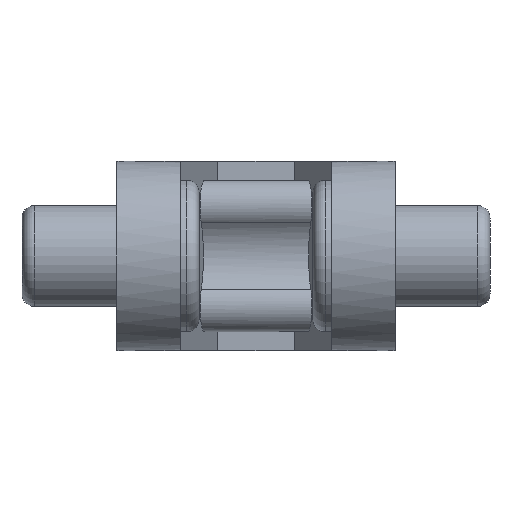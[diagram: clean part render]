
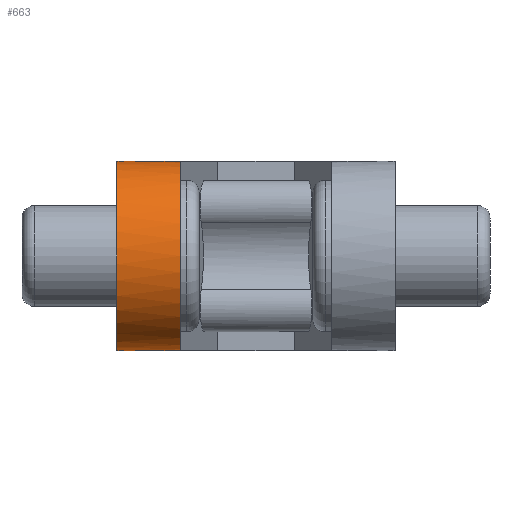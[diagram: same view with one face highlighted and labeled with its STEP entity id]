
A CAD part, front view. The second image highlights one B-rep face of the part: STEP entity #663.
In plain terms, the highlighted cylindrical face has radius 7.5 mm (diameter 15 mm), a partial arc.
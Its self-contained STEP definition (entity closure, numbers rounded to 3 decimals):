
#45 = ORIENTED_EDGE ( 'NONE', *, *, #1757, .T. ) ;
#55 = CARTESIAN_POINT ( 'NONE',  ( -6., 0., 7.5 ) ) ;
#66 = AXIS2_PLACEMENT_3D ( 'NONE', #531, #1163, #297 ) ;
#74 = CARTESIAN_POINT ( 'NONE',  ( 0., 0., 7.5 ) ) ;
#166 = LINE ( 'NONE', #2955, #3491 ) ;
#173 = CARTESIAN_POINT ( 'NONE',  ( -11., -0.699, -7.467 ) ) ;
#182 = ORIENTED_EDGE ( 'NONE', *, *, #1689, .F. ) ;
#284 = CARTESIAN_POINT ( 'NONE',  ( -6., 0., 0. ) ) ;
#297 = DIRECTION ( 'NONE',  ( 0., 0., 1. ) ) ;
#509 = CARTESIAN_POINT ( 'NONE',  ( -10.299, 0., -7.5 ) ) ;
#513 = CARTESIAN_POINT ( 'NONE',  ( -10.299, 0., -7.5 ) ) ;
#531 = CARTESIAN_POINT ( 'NONE',  ( -6., 0., 0. ) ) ;
#654 = DIRECTION ( 'NONE',  ( 1., 0., 0. ) ) ;
#663 = ADVANCED_FACE ( 'NONE', ( #3266 ), #3054, .T. ) ;
#760 = DIRECTION ( 'NONE',  ( 0., 0., 1. ) ) ;
#815 = B_SPLINE_CURVE_WITH_KNOTS ( 'NONE', 3,
 ( #173, #2965, #2414, #513 ),
 .UNSPECIFIED., .F., .F.,
 ( 4, 4 ),
 ( 0., 0.001 ),
 .UNSPECIFIED. ) ;
#1098 = DIRECTION ( 'NONE',  ( -1., 0., 0. ) ) ;
#1163 = DIRECTION ( 'NONE',  ( -1., 0., 0. ) ) ;
#1164 = CARTESIAN_POINT ( 'NONE',  ( -6., 0., -7.5 ) ) ;
#1209 = EDGE_CURVE ( 'NONE', #1713, #3258, #166, .T. ) ;
#1299 = AXIS2_PLACEMENT_3D ( 'NONE', #284, #1739, #3077 ) ;
#1689 = EDGE_CURVE ( 'NONE', #3023, #2801, #3176, .T. ) ;
#1713 = VERTEX_POINT ( 'NONE', #1164 ) ;
#1739 = DIRECTION ( 'NONE',  ( -1., 0., 0. ) ) ;
#1757 = EDGE_CURVE ( 'NONE', #1713, #2427, #2424, .T. ) ;
#1784 = B_SPLINE_CURVE_WITH_KNOTS ( 'NONE', 3,
 ( #3270, #3496, #2475, #3577 ),
 .UNSPECIFIED., .F., .F.,
 ( 4, 4 ),
 ( 0., 0.001 ),
 .UNSPECIFIED. ) ;
#1888 = ORIENTED_EDGE ( 'NONE', *, *, #2543, .T. ) ;
#1992 = ORIENTED_EDGE ( 'NONE', *, *, #1209, .F. ) ;
#2149 = ORIENTED_EDGE ( 'NONE', *, *, #2379, .T. ) ;
#2157 = CARTESIAN_POINT ( 'NONE',  ( -11., 0., 0. ) ) ;
#2349 = CARTESIAN_POINT ( 'NONE',  ( -11., -0.699, 7.467 ) ) ;
#2379 = EDGE_CURVE ( 'NONE', #3194, #2801, #1784, .T. ) ;
#2414 = CARTESIAN_POINT ( 'NONE',  ( -10.533, -0.233, -7.5 ) ) ;
#2424 = CIRCLE ( 'NONE', #1299, 7.5 ) ;
#2427 = VERTEX_POINT ( 'NONE', #55 ) ;
#2475 = CARTESIAN_POINT ( 'NONE',  ( -10.767, -0.466, 7.489 ) ) ;
#2543 = EDGE_CURVE ( 'NONE', #3023, #3258, #815, .T. ) ;
#2586 = LINE ( 'NONE', #74, #3186 ) ;
#2789 = EDGE_CURVE ( 'NONE', #3194, #2427, #2586, .T. ) ;
#2801 = VERTEX_POINT ( 'NONE', #2349 ) ;
#2817 = CARTESIAN_POINT ( 'NONE',  ( -10.299, 0., 7.5 ) ) ;
#2868 = ORIENTED_EDGE ( 'NONE', *, *, #2789, .F. ) ;
#2946 = AXIS2_PLACEMENT_3D ( 'NONE', #2157, #3268, #760 ) ;
#2955 = CARTESIAN_POINT ( 'NONE',  ( -11., 0., -7.5 ) ) ;
#2965 = CARTESIAN_POINT ( 'NONE',  ( -10.767, -0.466, -7.489 ) ) ;
#3023 = VERTEX_POINT ( 'NONE', #3208 ) ;
#3054 = CYLINDRICAL_SURFACE ( 'NONE', #66, 7.5 ) ;
#3077 = DIRECTION ( 'NONE',  ( 0., 0., 1. ) ) ;
#3176 = CIRCLE ( 'NONE', #2946, 7.5 ) ;
#3186 = VECTOR ( 'NONE', #654, 1000. ) ;
#3194 = VERTEX_POINT ( 'NONE', #2817 ) ;
#3208 = CARTESIAN_POINT ( 'NONE',  ( -11., -0.699, -7.467 ) ) ;
#3258 = VERTEX_POINT ( 'NONE', #509 ) ;
#3266 = FACE_OUTER_BOUND ( 'NONE', #3606, .T. ) ;
#3268 = DIRECTION ( 'NONE',  ( -1., 0., 0. ) ) ;
#3270 = CARTESIAN_POINT ( 'NONE',  ( -10.299, 0., 7.5 ) ) ;
#3491 = VECTOR ( 'NONE', #1098, 1000. ) ;
#3496 = CARTESIAN_POINT ( 'NONE',  ( -10.533, -0.233, 7.5 ) ) ;
#3577 = CARTESIAN_POINT ( 'NONE',  ( -11., -0.699, 7.467 ) ) ;
#3606 = EDGE_LOOP ( 'NONE', ( #2868, #2149, #182, #1888, #1992, #45 ) ) ;
